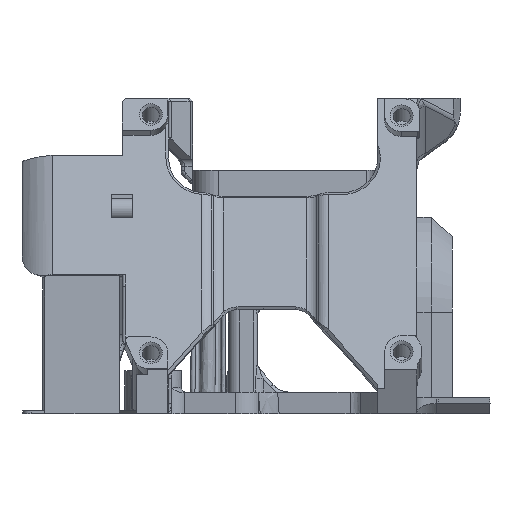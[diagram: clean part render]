
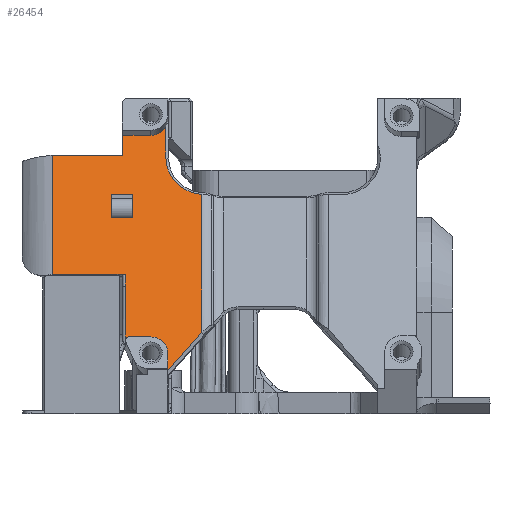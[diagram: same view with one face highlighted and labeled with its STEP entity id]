
A CAD part, left-side view. The second image highlights one B-rep face of the part: STEP entity #26454.
In plain terms, the highlighted planar face has unit normal (-0.94, 0, 0.342).
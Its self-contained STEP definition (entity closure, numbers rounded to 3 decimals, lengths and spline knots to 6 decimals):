
#993=B_SPLINE_CURVE_WITH_KNOTS('',3,(#41025,#41026,#41027,#41028),
 .UNSPECIFIED.,.F.,.F.,(4,4),(0.,0.06),.UNSPECIFIED.);
#994=B_SPLINE_CURVE_WITH_KNOTS('',3,(#41038,#41039,#41040,#41041),
 .UNSPECIFIED.,.F.,.F.,(4,4),(0.020289,0.022037),
 .UNSPECIFIED.);
#2062=PLANE('',#28358);
#3039=LINE('',#40994,#4838);
#3040=LINE('',#40997,#4839);
#3041=LINE('',#40999,#4840);
#3042=LINE('',#41001,#4841);
#3043=LINE('',#41002,#4842);
#3044=LINE('',#41007,#4843);
#3045=LINE('',#41011,#4844);
#3046=LINE('',#41013,#4845);
#3047=LINE('',#41015,#4846);
#3048=LINE('',#41019,#4847);
#3049=LINE('',#41023,#4848);
#3050=LINE('',#41030,#4849);
#3051=LINE('',#41032,#4850);
#3052=LINE('',#41034,#4851);
#3053=LINE('',#41036,#4852);
#4838=VECTOR('',#32096,1.);
#4839=VECTOR('',#32097,1.);
#4840=VECTOR('',#32098,1.);
#4841=VECTOR('',#32099,1.);
#4842=VECTOR('',#32100,1.);
#4843=VECTOR('',#32103,1.);
#4844=VECTOR('',#32106,1.);
#4845=VECTOR('',#32107,1.);
#4846=VECTOR('',#32108,1.);
#4847=VECTOR('',#32111,1.);
#4848=VECTOR('',#32114,1.);
#4849=VECTOR('',#32115,1.);
#4850=VECTOR('',#32116,1.);
#4851=VECTOR('',#32117,1.);
#4852=VECTOR('',#32118,1.);
#8080=ORIENTED_EDGE('',*,*,#15551,.F.);
#8081=ORIENTED_EDGE('',*,*,#15552,.T.);
#8082=ORIENTED_EDGE('',*,*,#15553,.T.);
#8083=ORIENTED_EDGE('',*,*,#15554,.T.);
#8084=ORIENTED_EDGE('',*,*,#15555,.T.);
#8085=ORIENTED_EDGE('',*,*,#15556,.F.);
#8086=ORIENTED_EDGE('',*,*,#15557,.T.);
#8087=ORIENTED_EDGE('',*,*,#15558,.F.);
#8088=ORIENTED_EDGE('',*,*,#15559,.F.);
#8089=ORIENTED_EDGE('',*,*,#15560,.T.);
#8090=ORIENTED_EDGE('',*,*,#15561,.T.);
#8091=ORIENTED_EDGE('',*,*,#15562,.T.);
#8092=ORIENTED_EDGE('',*,*,#15563,.T.);
#8093=ORIENTED_EDGE('',*,*,#15564,.F.);
#8094=ORIENTED_EDGE('',*,*,#15565,.F.);
#8095=ORIENTED_EDGE('',*,*,#15566,.F.);
#8096=ORIENTED_EDGE('',*,*,#15567,.F.);
#8097=ORIENTED_EDGE('',*,*,#15568,.F.);
#8098=ORIENTED_EDGE('',*,*,#15569,.F.);
#8099=ORIENTED_EDGE('',*,*,#15570,.F.);
#8100=ORIENTED_EDGE('',*,*,#15571,.T.);
#15551=EDGE_CURVE('',#19385,#19386,#3039,.T.);
#15552=EDGE_CURVE('',#19385,#19387,#3040,.T.);
#15553=EDGE_CURVE('',#19387,#19388,#3041,.T.);
#15554=EDGE_CURVE('',#19388,#19386,#3042,.T.);
#15555=EDGE_CURVE('',#19389,#19390,#3043,.F.);
#15556=EDGE_CURVE('',#19391,#19390,#21463,.F.);
#15557=EDGE_CURVE('',#19391,#19392,#3044,.T.);
#15558=EDGE_CURVE('',#19393,#19392,#21464,.T.);
#15559=EDGE_CURVE('',#19394,#19393,#3045,.T.);
#15560=EDGE_CURVE('',#19394,#19395,#3046,.T.);
#15561=EDGE_CURVE('',#19395,#19396,#3047,.T.);
#15562=EDGE_CURVE('',#19396,#19397,#21465,.T.);
#15563=EDGE_CURVE('',#19397,#19398,#3048,.T.);
#15564=EDGE_CURVE('',#19399,#19398,#21466,.T.);
#15565=EDGE_CURVE('',#19400,#19399,#3049,.T.);
#15566=EDGE_CURVE('',#19401,#19400,#993,.F.);
#15567=EDGE_CURVE('',#19402,#19401,#3050,.T.);
#15568=EDGE_CURVE('',#19403,#19402,#3051,.T.);
#15569=EDGE_CURVE('',#19404,#19403,#3052,.T.);
#15570=EDGE_CURVE('',#19405,#19404,#3053,.T.);
#15571=EDGE_CURVE('',#19405,#19389,#994,.T.);
#19385=VERTEX_POINT('',#40995);
#19386=VERTEX_POINT('',#40996);
#19387=VERTEX_POINT('',#40998);
#19388=VERTEX_POINT('',#41000);
#19389=VERTEX_POINT('',#41003);
#19390=VERTEX_POINT('',#41004);
#19391=VERTEX_POINT('',#41006);
#19392=VERTEX_POINT('',#41008);
#19393=VERTEX_POINT('',#41010);
#19394=VERTEX_POINT('',#41012);
#19395=VERTEX_POINT('',#41014);
#19396=VERTEX_POINT('',#41016);
#19397=VERTEX_POINT('',#41018);
#19398=VERTEX_POINT('',#41020);
#19399=VERTEX_POINT('',#41022);
#19400=VERTEX_POINT('',#41024);
#19401=VERTEX_POINT('',#41029);
#19402=VERTEX_POINT('',#41031);
#19403=VERTEX_POINT('',#41033);
#19404=VERTEX_POINT('',#41035);
#19405=VERTEX_POINT('',#41037);
#21463=CIRCLE('',#28359,0.0005);
#21464=CIRCLE('',#28360,0.00235);
#21465=CIRCLE('',#28361,0.0054);
#21466=CIRCLE('',#28362,0.00235);
#22572=EDGE_LOOP('',(#8080,#8081,#8082,#8083));
#22573=EDGE_LOOP('',(#8084,#8085,#8086,#8087,#8088,#8089,#8090,#8091,#8092,
#8093,#8094,#8095,#8096,#8097,#8098,#8099,#8100));
#24250=FACE_BOUND('',#22572,.T.);
#24251=FACE_BOUND('',#22573,.T.);
#26454=ADVANCED_FACE('',(#24250,#24251),#2062,.T.);
#28358=AXIS2_PLACEMENT_3D('',#40993,#32094,#32095);
#28359=AXIS2_PLACEMENT_3D('',#41005,#32101,#32102);
#28360=AXIS2_PLACEMENT_3D('',#41009,#32104,#32105);
#28361=AXIS2_PLACEMENT_3D('',#41017,#32109,#32110);
#28362=AXIS2_PLACEMENT_3D('',#41021,#32112,#32113);
#32094=DIRECTION('',(-0.94,0.,0.342));
#32095=DIRECTION('',(-0.342,0.,-0.94));
#32096=DIRECTION('',(0.342,0.,0.94));
#32097=DIRECTION('',(0.,1.,0.));
#32098=DIRECTION('',(0.342,0.,0.94));
#32099=DIRECTION('',(0.,-1.,0.));
#32100=DIRECTION('',(0.342,0.,0.94));
#32101=DIRECTION('',(0.94,0.,-0.342));
#32102=DIRECTION('',(0.342,0.,0.94));
#32103=DIRECTION('',(0.,-1.,0.));
#32104=DIRECTION('',(-0.94,0.,0.342));
#32105=DIRECTION('',(-0.342,0.,-0.94));
#32106=DIRECTION('',(0.342,0.,0.94));
#32107=DIRECTION('',(0.262,-0.643,0.72));
#32108=DIRECTION('',(0.342,0.,0.94));
#32109=DIRECTION('',(0.94,0.,-0.342));
#32110=DIRECTION('',(0.342,0.,0.94));
#32111=DIRECTION('',(0.342,0.,0.94));
#32112=DIRECTION('',(-0.94,0.,0.342));
#32113=DIRECTION('',(-0.342,0.,-0.94));
#32114=DIRECTION('',(0.,-1.,0.));
#32115=DIRECTION('',(0.342,0.,0.94));
#32116=DIRECTION('',(0.,-1.,0.));
#32117=DIRECTION('',(0.342,0.,0.94));
#32118=DIRECTION('',(0.,1.,0.));
#40993=CARTESIAN_POINT('',(-0.143233,0.143625,0.007513));
#40994=CARTESIAN_POINT('',(-0.143233,0.146125,0.007513));
#40995=CARTESIAN_POINT('',(-0.136025,0.146125,0.027318));
#40996=CARTESIAN_POINT('',(-0.134842,0.146125,0.03057));
#40997=CARTESIAN_POINT('',(-0.136025,0.149125,0.027318));
#40998=CARTESIAN_POINT('',(-0.136025,0.149125,0.027318));
#40999=CARTESIAN_POINT('',(-0.143233,0.149125,0.007513));
#41000=CARTESIAN_POINT('',(-0.134842,0.149125,0.03057));
#41001=CARTESIAN_POINT('',(-0.134842,0.146125,0.03057));
#41002=CARTESIAN_POINT('',(-0.143233,0.147174,0.007513));
#41003=CARTESIAN_POINT('',(-0.139495,0.147174,0.017785));
#41004=CARTESIAN_POINT('',(-0.142438,0.147174,0.009699));
#41005=CARTESIAN_POINT('',(-0.142498,0.146706,0.009534));
#41006=CARTESIAN_POINT('',(-0.142327,0.146706,0.010004));
#41007=CARTESIAN_POINT('',(-0.142327,0.143625,0.010004));
#41008=CARTESIAN_POINT('',(-0.142327,0.143625,0.010004));
#41009=CARTESIAN_POINT('',(-0.143131,0.143625,0.007795));
#41010=CARTESIAN_POINT('',(-0.143131,0.141275,0.007795));
#41011=CARTESIAN_POINT('',(-0.130237,0.141275,0.043222));
#41012=CARTESIAN_POINT('',(-0.143766,0.141275,0.006051));
#41013=CARTESIAN_POINT('',(-0.143849,0.14148,0.005822));
#41014=CARTESIAN_POINT('',(-0.141835,0.136539,0.011354));
#41015=CARTESIAN_POINT('',(-0.143233,0.136539,0.007513));
#41016=CARTESIAN_POINT('',(-0.134831,0.136539,0.0306));
#41017=CARTESIAN_POINT('',(-0.132989,0.136125,0.035659));
#41018=CARTESIAN_POINT('',(-0.132989,0.141525,0.035659));
#41019=CARTESIAN_POINT('',(-0.143233,0.141525,0.007513));
#41020=CARTESIAN_POINT('',(-0.131384,0.141525,0.040069));
#41021=CARTESIAN_POINT('',(-0.131023,0.143625,0.04106));
#41022=CARTESIAN_POINT('',(-0.131827,0.143625,0.038852));
#41023=CARTESIAN_POINT('',(-0.131827,0.143625,0.038852));
#41024=CARTESIAN_POINT('',(-0.131827,0.146125,0.038852));
#41025=CARTESIAN_POINT('',(-0.131827,0.146125,0.038852));
#41026=CARTESIAN_POINT('',(-0.131827,0.146625,0.038852));
#41027=CARTESIAN_POINT('',(-0.131827,0.147125,0.038852));
#41028=CARTESIAN_POINT('',(-0.131827,0.147625,0.038852));
#41029=CARTESIAN_POINT('',(-0.131827,0.147625,0.038852));
#41030=CARTESIAN_POINT('',(-0.143233,0.147625,0.007513));
#41031=CARTESIAN_POINT('',(-0.132846,0.147625,0.036052));
#41032=CARTESIAN_POINT('',(-0.132846,0.147125,0.036052));
#41033=CARTESIAN_POINT('',(-0.132846,0.157406,0.036052));
#41034=CARTESIAN_POINT('',(-0.138898,0.157406,0.019425));
#41035=CARTESIAN_POINT('',(-0.138898,0.157406,0.019425));
#41036=CARTESIAN_POINT('',(-0.138898,0.147125,0.019425));
#41037=CARTESIAN_POINT('',(-0.138898,0.147223,0.019425));
#41038=CARTESIAN_POINT('',(-0.138898,0.147223,0.019425));
#41039=CARTESIAN_POINT('',(-0.139097,0.147213,0.018878));
#41040=CARTESIAN_POINT('',(-0.139295,0.147174,0.018333));
#41041=CARTESIAN_POINT('',(-0.139495,0.147174,0.017785));
